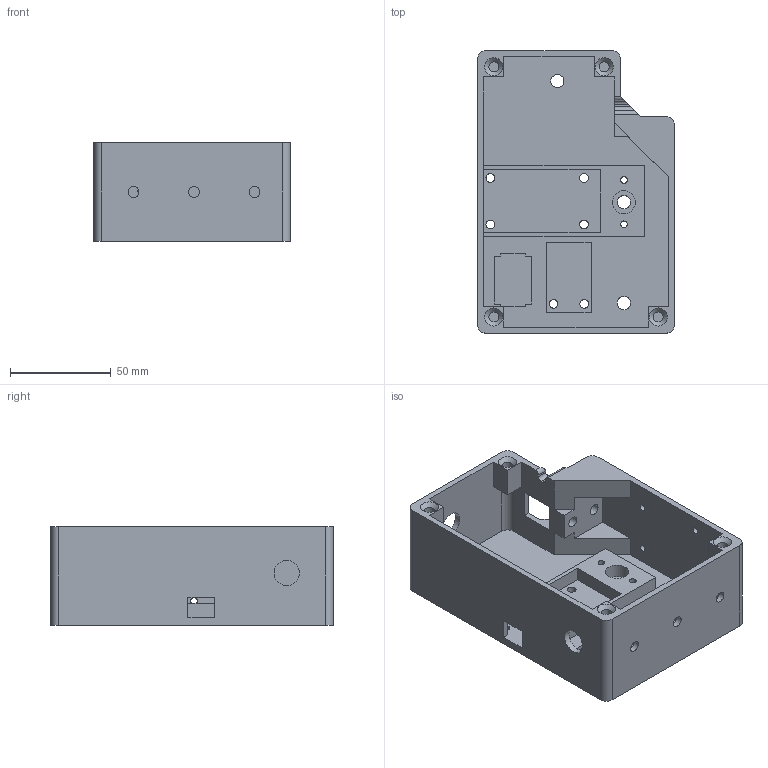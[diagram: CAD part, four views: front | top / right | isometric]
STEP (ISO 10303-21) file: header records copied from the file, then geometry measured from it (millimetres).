
FILE_DESCRIPTION(/* description */ (''),/* implementation_level */ '2;1');
FILE_NAME(/* name */ 'FS_Base_Insert.stp',/* time_stamp */ '2020-11-08T18:42:17+01:00',/* author */ ('Theo Cominotto'),/* organization */ (''),/* preprocessor_version */ 'ST-DEVELOPER v18',/* originating_system */ 'Autodesk Inventor 2020',/* authorisation */ '');
FILE_SCHEMA (('AUTOMOTIVE_DESIGN { 1 0 10303 214 3 1 1 }'));
Length unit declared in the file: millimetre
Products named in the file (1): FS_BaseV2_Insert
Bounding box: 97.5 x 140 x 49 mm (x, y, z)
Volume: 130722.6 mm3; surface area: 73371.3 mm2
Topology: 1 solids, 1 shells, 167 faces, 486 edges, 331 vertices
Faces by surface type: plane 92, cylinder 68, cone 7
Full cylindrical faces by diameter (mm): 3.3 x6, 4 x1, 4.3 x6, 5 x4, 5.4 x3, 5.45 x2, 6.5 x3, 7.5 x3, 11.5 x1, 12.5 x2
Entity records: 5753 total; most frequent: DIRECTION 994, CARTESIAN_POINT 985, ORIENTED_EDGE 972, EDGE_CURVE 486, AXIS2_PLACEMENT_3D 340, VERTEX_POINT 331, LINE 314, VECTOR 314
